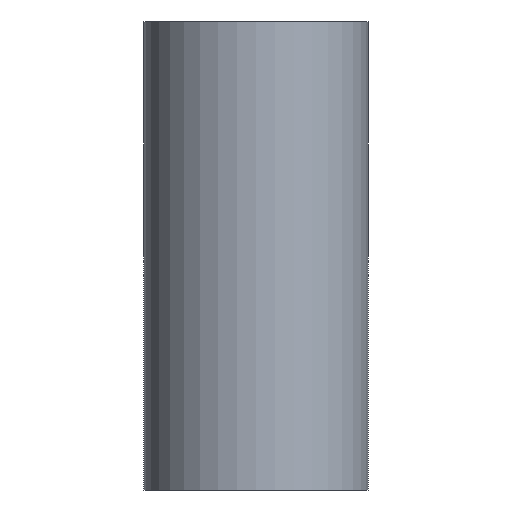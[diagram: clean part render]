
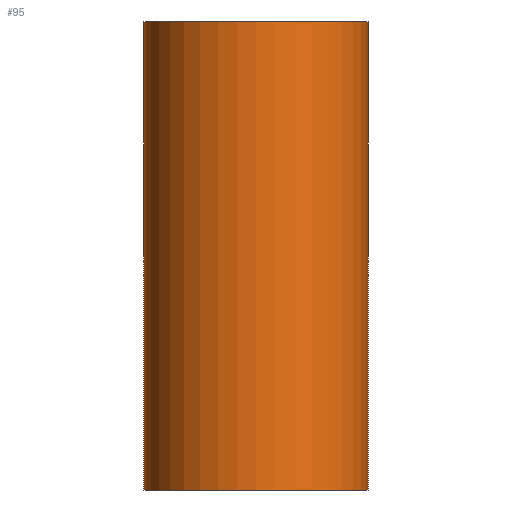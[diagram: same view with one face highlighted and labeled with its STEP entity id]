
A CAD part, left-side view. The second image highlights one B-rep face of the part: STEP entity #95.
In plain terms, the highlighted cylindrical face has radius 2.3 mm (diameter 4.6 mm), a full revolution.
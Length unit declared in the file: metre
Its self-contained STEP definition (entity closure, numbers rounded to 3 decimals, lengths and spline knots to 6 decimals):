
#20=ORIENTED_EDGE('',*,*,#36,.F.);
#21=ORIENTED_EDGE('',*,*,#37,.T.);
#36=EDGE_CURVE('',#44,#44,#52,.T.);
#37=EDGE_CURVE('',#45,#45,#53,.T.);
#44=VERTEX_POINT('',#188);
#45=VERTEX_POINT('',#190);
#52=CIRCLE('',#131,0.0023);
#53=CIRCLE('',#132,0.0023);
#60=EDGE_LOOP('',(#20));
#61=EDGE_LOOP('',(#21));
#76=FACE_BOUND('',#60,.T.);
#77=FACE_BOUND('',#61,.T.);
#91=CYLINDRICAL_SURFACE('',#130,0.0023);
#95=ADVANCED_FACE('',(#76,#77),#91,.T.);
#130=AXIS2_PLACEMENT_3D('',#186,#152,#153);
#131=AXIS2_PLACEMENT_3D('',#187,#154,#155);
#132=AXIS2_PLACEMENT_3D('',#189,#156,#157);
#152=DIRECTION('',(0.,0.,-1.));
#153=DIRECTION('',(-1.,0.,0.));
#154=DIRECTION('',(0.,0.,1.));
#155=DIRECTION('',(1.,0.,0.));
#156=DIRECTION('',(0.,0.,1.));
#157=DIRECTION('',(1.,0.,0.));
#186=CARTESIAN_POINT('',(-0.005,0.,0.0096));
#187=CARTESIAN_POINT('',(-0.005,0.,0.0096));
#188=CARTESIAN_POINT('',(-0.0027,0.,0.0096));
#189=CARTESIAN_POINT('',(-0.005,0.,0.));
#190=CARTESIAN_POINT('',(-0.0027,0.,0.));
